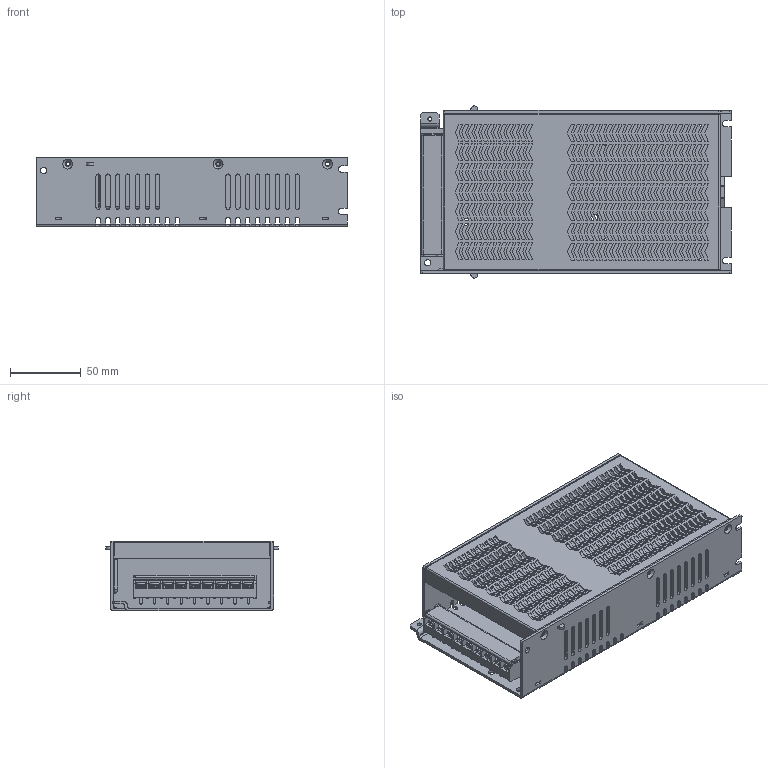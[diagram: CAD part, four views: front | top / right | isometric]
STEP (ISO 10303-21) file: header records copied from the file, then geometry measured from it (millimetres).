
FILE_DESCRIPTION(/* description */ (''),/* implementation_level */ '2;1');
FILE_NAME(/* name */ 'MDS-150W.stp',/* time_stamp */ '2023-07-21T17:00:43+08:00',/* author */ (''),/* organization */ (''),/* preprocessor_version */ 'ST-DEVELOPER v19.3',/* originating_system */ 'SIEMENS PLM Software NX2212.3001',/* authorisation */ '');
FILE_SCHEMA (('AP203_CONFIGURATION_CONTROLLED_3D_DESIGN_OF_MECHANICAL_PARTS_AND_ASSEMBLIES_MIM_LF { 1 0 10303 403 2 1 2}'));
Products named in the file (4): A04WJJSK0000022; A04WJJSK0000023; A01J1DZP0000011; MDS-150W
Assembly tree (3 placements, depth 2):
  MDS-150W
    A01J1DZP0000011
    A04WJJSK0000023
    A04WJJSK0000022
Bounding box: 220 x 122.1 x 49.5 mm (x, y, z)
Volume: 118496.3 mm3; surface area: 161305.7 mm2
Topology: 6 solids, 6 shells, 3127 faces, 10046 edges, 6903 vertices
Faces by surface type: plane 2518, cylinder 512, torus 44, cone 33, bspline 16, sphere 4
Full cylindrical faces by diameter (mm): 2.5 x5, 2.6 x6, 3.4 x10, 4.5 x2, 4.8 x5, 5 x2
Entity records: 114495 total; most frequent: CARTESIAN_POINT 25955, ORIENTED_EDGE 19968, DIRECTION 15920, EDGE_CURVE 9984, LINE 6946, VECTOR 6946, VERTEX_POINT 6890, AXIS2_PLACEMENT_3D 4487
